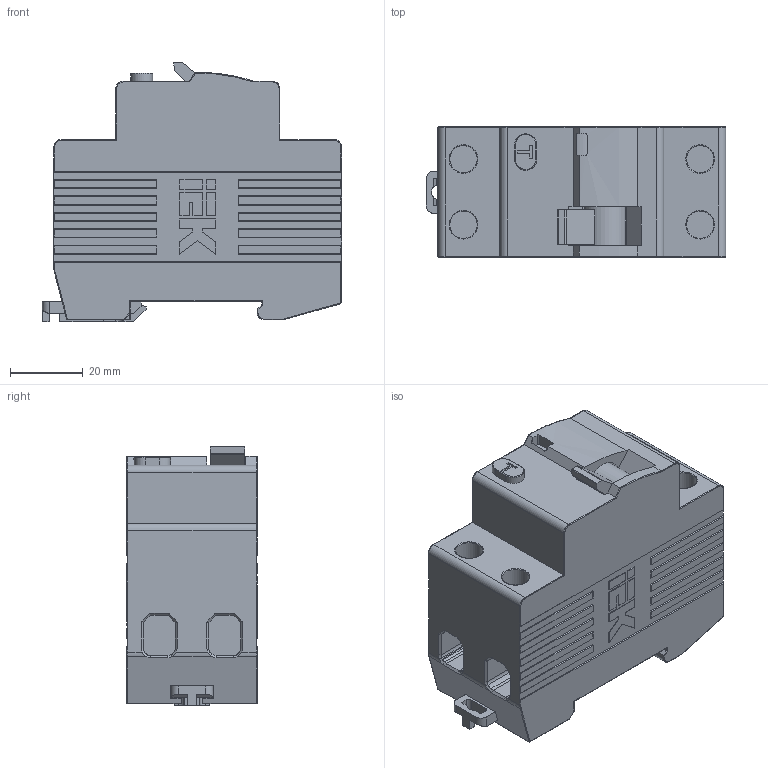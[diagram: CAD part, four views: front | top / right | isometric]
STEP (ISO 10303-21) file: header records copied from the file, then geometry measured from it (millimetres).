
FILE_DESCRIPTION (( 'STEP AP214' ), '1' );
FILE_NAME ('ﾂﾄ1-63 2ﾐ.STEP', '2017-03-16T11:37:44', ( '' ), ( '' ), 'SwSTEP 2.0', 'SolidWorks 2014', '' );
FILE_SCHEMA (( 'AUTOMOTIVE_DESIGN' ));
Length unit declared in the file: millimetre
Products named in the file (1): ﾂﾄ1-63 2ﾐ
Bounding box: 82.2 x 35.8 x 71.38 mm (x, y, z)
Volume: 146695.2 mm3; surface area: 25861.3 mm2
Topology: 1 solids, 6 shells, 758 faces, 1929 edges, 1208 vertices
Faces by surface type: plane 442, cylinder 248, bspline 42, cone 24, torus 2
Full cylindrical faces by diameter (mm): 1.8 x2, 5.2 x2, 7.5 x4
Entity records: 33845 total; most frequent: CARTESIAN_POINT 7650, ORIENTED_EDGE 3834, DIRECTION 3442, EDGE_CURVE 1917, LINE 1390, VECTOR 1390, VERTEX_POINT 1208, AXIS2_PLACEMENT_3D 1026
